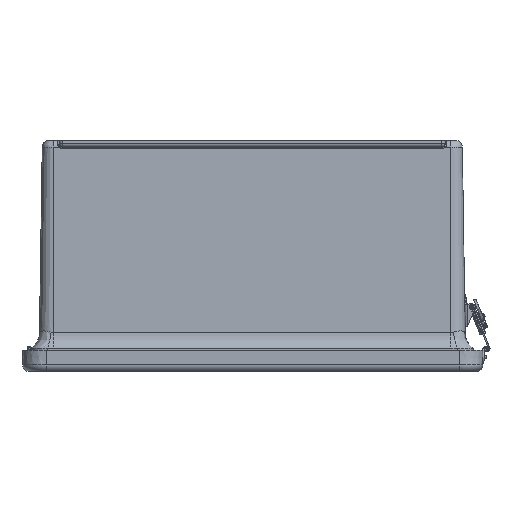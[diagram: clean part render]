
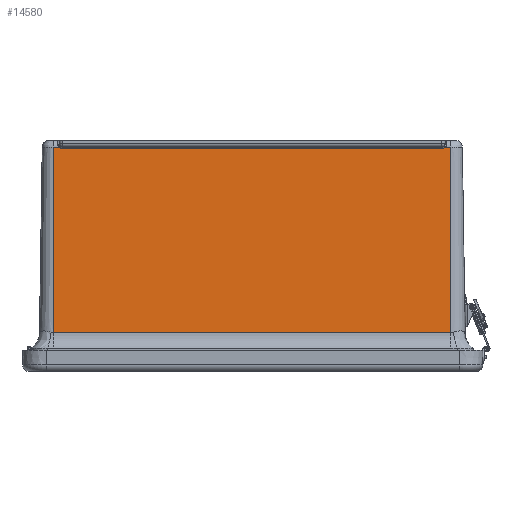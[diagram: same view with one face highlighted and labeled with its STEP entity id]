
A CAD part, left-side view. The second image highlights one B-rep face of the part: STEP entity #14580.
In plain terms, the highlighted planar face has unit normal (-1, 0, 0.015).
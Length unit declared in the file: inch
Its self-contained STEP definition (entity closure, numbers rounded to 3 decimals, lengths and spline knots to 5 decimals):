
#411=ELLIPSE('',#15723,0.18802,0.188);
#413=ELLIPSE('',#15730,0.18802,0.188);
#502=LINE('',#21929,#1722);
#531=LINE('',#22390,#1751);
#535=LINE('',#22488,#1755);
#536=LINE('',#22492,#1756);
#537=LINE('',#22493,#1757);
#538=LINE('',#22494,#1758);
#1722=VECTOR('',#17364,0.75);
#1751=VECTOR('',#17519,0.3937);
#1755=VECTOR('',#17547,0.3937);
#1756=VECTOR('',#17552,0.3937);
#1757=VECTOR('',#17553,0.3937);
#1758=VECTOR('',#17554,0.3937);
#2936=PLANE('',#15735);
#3788=FACE_OUTER_BOUND('',#4634,.T.);
#4634=EDGE_LOOP('',(#10256,#10257,#10258,#10259,#10260,#10261,#10262,#10263));
#6583=VERTEX_POINT('',#21926);
#6584=VERTEX_POINT('',#21928);
#6636=VERTEX_POINT('',#22378);
#6638=VERTEX_POINT('',#22387);
#6639=VERTEX_POINT('',#22389);
#6641=VERTEX_POINT('',#22441);
#6646=VERTEX_POINT('',#22487);
#6647=VERTEX_POINT('',#22491);
#8028=EDGE_CURVE('',#6583,#6584,#502,.T.);
#8109=EDGE_CURVE('',#6638,#6639,#531,.T.);
#8112=EDGE_CURVE('',#6639,#6636,#411,.T.);
#8120=EDGE_CURVE('',#6641,#6638,#413,.T.);
#8124=EDGE_CURVE('',#6636,#6646,#535,.T.);
#8126=EDGE_CURVE('',#6647,#6641,#536,.T.);
#8127=EDGE_CURVE('',#6584,#6647,#537,.T.);
#8128=EDGE_CURVE('',#6583,#6646,#538,.T.);
#10256=ORIENTED_EDGE('',*,*,#8112,.F.);
#10257=ORIENTED_EDGE('',*,*,#8109,.F.);
#10258=ORIENTED_EDGE('',*,*,#8120,.F.);
#10259=ORIENTED_EDGE('',*,*,#8126,.F.);
#10260=ORIENTED_EDGE('',*,*,#8127,.F.);
#10261=ORIENTED_EDGE('',*,*,#8028,.F.);
#10262=ORIENTED_EDGE('',*,*,#8128,.T.);
#10263=ORIENTED_EDGE('',*,*,#8124,.F.);
#14580=ADVANCED_FACE('',(#3788),#2936,.T.);
#15723=AXIS2_PLACEMENT_3D('',#22414,#17523,#17524);
#15730=AXIS2_PLACEMENT_3D('',#22480,#17537,#17538);
#15735=AXIS2_PLACEMENT_3D('',#22490,#17550,#17551);
#17364=DIRECTION('',(0.,1.,0.));
#17519=DIRECTION('',(0.,-1.,0.));
#17523=DIRECTION('center_axis',(-1.,0.,0.015));
#17524=DIRECTION('ref_axis',(-0.015,0.,-1.));
#17537=DIRECTION('center_axis',(-1.,0.,0.015));
#17538=DIRECTION('ref_axis',(-0.015,0.,-1.));
#17547=DIRECTION('',(0.,-1.,0.));
#17550=DIRECTION('center_axis',(-1.,0.,0.015));
#17551=DIRECTION('ref_axis',(0.,-1.,0.));
#17552=DIRECTION('',(0.,-1.,0.));
#17553=DIRECTION('',(0.015,0.,1.));
#17554=DIRECTION('',(0.015,0.,1.));
#21926=CARTESIAN_POINT('',(-9.13801,-7.59375,1.22381));
#21928=CARTESIAN_POINT('',(-9.13801,7.59375,1.22381));
#21929=CARTESIAN_POINT('',(-9.13801,-7.83381,1.22381));
#22378=CARTESIAN_POINT('',(-9.03215,-7.39126,8.31623));
#22387=CARTESIAN_POINT('',(-9.0331,7.25,8.25229));
#22389=CARTESIAN_POINT('',(-9.0331,-7.25,8.25229));
#22390=CARTESIAN_POINT('',(-9.0331,-3.79688,8.25229));
#22414=CARTESIAN_POINT('Origin',(-9.0303,-7.25,8.44029));
#22441=CARTESIAN_POINT('',(-9.03215,7.39126,8.31623));
#22480=CARTESIAN_POINT('Origin',(-9.0303,7.25,8.44029));
#22487=CARTESIAN_POINT('',(-9.03215,-7.59375,8.31623));
#22488=CARTESIAN_POINT('',(-9.03215,-3.79688,8.31623));
#22490=CARTESIAN_POINT('Origin',(-9.15623,-7.59375,0.0028));
#22491=CARTESIAN_POINT('',(-9.03215,7.59375,8.31623));
#22492=CARTESIAN_POINT('',(-9.03215,-3.79688,8.31623));
#22493=CARTESIAN_POINT('',(-9.15623,7.59375,0.0028));
#22494=CARTESIAN_POINT('',(-9.15623,-7.59375,0.0028));
